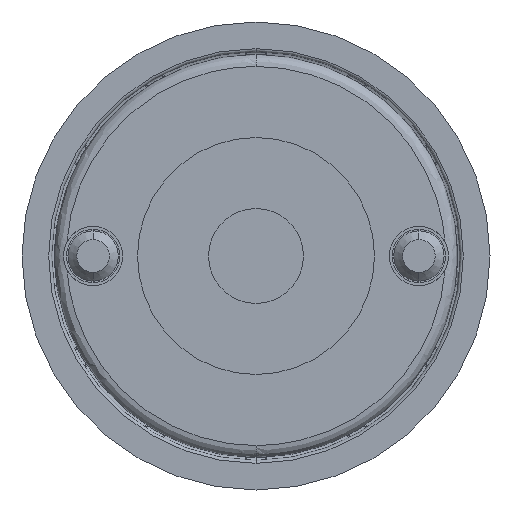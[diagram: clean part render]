
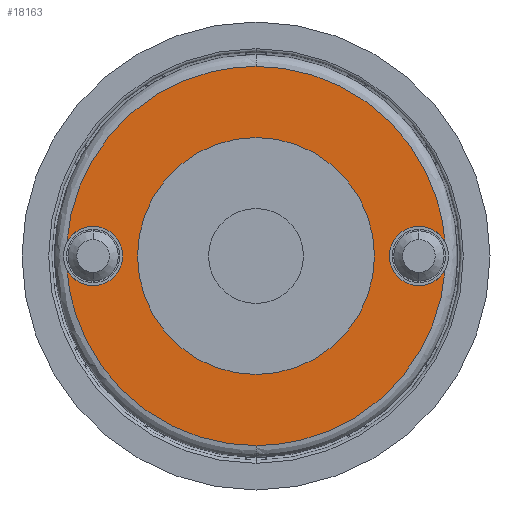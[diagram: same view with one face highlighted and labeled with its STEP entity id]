
A CAD part, front view. The second image highlights one B-rep face of the part: STEP entity #18163.
In plain terms, the highlighted planar face has unit normal (0, -1, 0).
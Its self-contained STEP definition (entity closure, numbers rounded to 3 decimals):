
#223 = EDGE_CURVE ( 'NONE', #2898, #902, #8118, .T. ) ;
#312 = AXIS2_PLACEMENT_3D ( 'NONE', #17218, #2396, #17673 ) ;
#314 = CARTESIAN_POINT ( 'NONE',  ( 0., 0., -32. ) ) ;
#334 = CARTESIAN_POINT ( 'NONE',  ( 17.671, 0., -32. ) ) ;
#348 = CARTESIAN_POINT ( 'NONE',  ( 31.914, 0., -2.349 ) ) ;
#681 = ORIENTED_EDGE ( 'NONE', *, *, #9684, .F. ) ;
#684 = CARTESIAN_POINT ( 'NONE',  ( -17.671, 0., 32. ) ) ;
#771 = CARTESIAN_POINT ( 'NONE',  ( 30.616, 0., -19.972 ) ) ;
#841 = DIRECTION ( 'NONE',  ( 0., 0., -1. ) ) ;
#855 = DIRECTION ( 'NONE',  ( 0., -1., 0. ) ) ;
#859 = CARTESIAN_POINT ( 'NONE',  ( 27.5, 0., 0. ) ) ;
#902 = VERTEX_POINT ( 'NONE', #5720 ) ;
#1551 = DIRECTION ( 'NONE',  ( 0., 0., -1. ) ) ;
#1566 = DIRECTION ( 'NONE',  ( 0., -1., 0. ) ) ;
#1601 = CARTESIAN_POINT ( 'NONE',  ( -27.5, 0., 0. ) ) ;
#1613 = CARTESIAN_POINT ( 'NONE',  ( -31.914, 0., 2.349 ) ) ;
#1663 = CARTESIAN_POINT ( 'NONE',  ( 0., 0., -20. ) ) ;
#2187 = EDGE_CURVE ( 'NONE', #902, #2898, #17228, .T. ) ;
#2221 = VERTEX_POINT ( 'NONE', #8140 ) ;
#2396 = DIRECTION ( 'NONE',  ( 0., -1., 0. ) ) ;
#2447 =( BOUNDED_CURVE ( )  B_SPLINE_CURVE ( 3, ( #11192, #11640, #684, #10631 ),
 .UNSPECIFIED., .F., .F. ) 
 B_SPLINE_CURVE_WITH_KNOTS ( ( 4, 4 ),
 ( 0.523, 1. ),
 .UNSPECIFIED. ) 
 CURVE ( )  GEOMETRIC_REPRESENTATION_ITEM ( )  RATIONAL_B_SPLINE_CURVE ( ( 1., 0.822, 0.822, 1. ) ) 
 REPRESENTATION_ITEM ( '' )  );
#2502 = EDGE_CURVE ( 'NONE', #10157, #7785, #16128, .T. ) ;
#2551 = EDGE_LOOP ( 'NONE', ( #9627, #11242 ) ) ;
#2585 = CARTESIAN_POINT ( 'NONE',  ( 31.914, 0., 2.349 ) ) ;
#2605 = CARTESIAN_POINT ( 'NONE',  ( 0., 0., 32. ) ) ;
#2670 = CARTESIAN_POINT ( 'NONE',  ( 17.671, 0., 32. ) ) ;
#2688 = CARTESIAN_POINT ( 'NONE',  ( 30.616, 0., 19.972 ) ) ;
#2835 = EDGE_CURVE ( 'NONE', #7422, #10157, #6969, .T. ) ;
#2898 = VERTEX_POINT ( 'NONE', #1663 ) ;
#2915 = EDGE_CURVE ( 'NONE', #2221, #10953, #14192, .T. ) ;
#2995 =( BOUNDED_CURVE ( )  B_SPLINE_CURVE ( 3, ( #11942, #11972, #11712, #11631 ),
 .UNSPECIFIED., .F., .F. ) 
 B_SPLINE_CURVE_WITH_KNOTS ( ( 4, 4 ),
 ( 0., 0.477 ),
 .UNSPECIFIED. ) 
 CURVE ( )  GEOMETRIC_REPRESENTATION_ITEM ( )  RATIONAL_B_SPLINE_CURVE ( ( 1., 0.822, 0.822, 1. ) ) 
 REPRESENTATION_ITEM ( '' )  );
#3014 = EDGE_CURVE ( 'NONE', #17814, #3115, #11666, .T. ) ;
#3115 = VERTEX_POINT ( 'NONE', #14806 ) ;
#3218 = EDGE_LOOP ( 'NONE', ( #11735, #12203, #16668, #16988, #17072, #18012, #681, #3513, #8769, #9451 ) ) ;
#3380 = EDGE_CURVE ( 'NONE', #11555, #17814, #12583, .T. ) ;
#3513 = ORIENTED_EDGE ( 'NONE', *, *, #3014, .F. ) ;
#4504 = CARTESIAN_POINT ( 'NONE',  ( 31.914, 0., 2.349 ) ) ;
#4615 = FACE_OUTER_BOUND ( 'NONE', #3218, .T. ) ;
#4834 = CARTESIAN_POINT ( 'NONE',  ( 0., 0., 32. ) ) ;
#4864 = VERTEX_POINT ( 'NONE', #1613 ) ;
#5100 = DIRECTION ( 'NONE',  ( 0., 0., -1. ) ) ;
#5166 = DIRECTION ( 'NONE',  ( 0., -1., 0. ) ) ;
#5249 = CARTESIAN_POINT ( 'NONE',  ( 20., 0., 0. ) ) ;
#5489 = PLANE ( 'NONE',  #9561 ) ;
#5720 = CARTESIAN_POINT ( 'NONE',  ( 0., 0., 20. ) ) ;
#6704 = CIRCLE ( 'NONE', #16903, 5. ) ;
#6969 =( BOUNDED_CURVE ( )  B_SPLINE_CURVE ( 3, ( #2605, #2670, #2688, #2585 ),
 .UNSPECIFIED., .F., .F. ) 
 B_SPLINE_CURVE_WITH_KNOTS ( ( 4, 4 ),
 ( 0., 0.477 ),
 .UNSPECIFIED. ) 
 CURVE ( )  GEOMETRIC_REPRESENTATION_ITEM ( )  RATIONAL_B_SPLINE_CURVE ( ( 1., 0.822, 0.822, 1. ) ) 
 REPRESENTATION_ITEM ( '' )  );
#7174 = DIRECTION ( 'NONE',  ( 0., 0., -1. ) ) ;
#7250 = AXIS2_PLACEMENT_3D ( 'NONE', #16817, #16905, #7174 ) ;
#7307 = EDGE_CURVE ( 'NONE', #4864, #7422, #2447, .T. ) ;
#7414 = AXIS2_PLACEMENT_3D ( 'NONE', #859, #855, #841 ) ;
#7422 = VERTEX_POINT ( 'NONE', #4834 ) ;
#7785 = VERTEX_POINT ( 'NONE', #14020 ) ;
#7817 = CARTESIAN_POINT ( 'NONE',  ( 27.5, 0., -5. ) ) ;
#7892 = CARTESIAN_POINT ( 'NONE',  ( -27.5, 0., 5. ) ) ;
#8118 = CIRCLE ( 'NONE', #7250, 20. ) ;
#8140 = CARTESIAN_POINT ( 'NONE',  ( -27.5, 0., -5. ) ) ;
#8404 = CARTESIAN_POINT ( 'NONE',  ( 31.914, 0., -2.349 ) ) ;
#8641 = DIRECTION ( 'NONE',  ( 0., 1., 0. ) ) ;
#8663 = CARTESIAN_POINT ( 'NONE',  ( 0., 0., 0. ) ) ;
#8752 = CARTESIAN_POINT ( 'NONE',  ( -31.914, 0., -2.349 ) ) ;
#8769 = ORIENTED_EDGE ( 'NONE', *, *, #3380, .F. ) ;
#8991 = DIRECTION ( 'NONE',  ( 0., 0., -1. ) ) ;
#9451 = ORIENTED_EDGE ( 'NONE', *, *, #10401, .F. ) ;
#9561 = AXIS2_PLACEMENT_3D ( 'NONE', #5249, #5166, #5100 ) ;
#9627 = ORIENTED_EDGE ( 'NONE', *, *, #223, .T. ) ;
#9684 = EDGE_CURVE ( 'NONE', #3115, #14976, #2995, .T. ) ;
#10157 = VERTEX_POINT ( 'NONE', #4504 ) ;
#10401 = EDGE_CURVE ( 'NONE', #7785, #11555, #18119, .T. ) ;
#10631 = CARTESIAN_POINT ( 'NONE',  ( 0., 0., 32. ) ) ;
#10953 = VERTEX_POINT ( 'NONE', #7892 ) ;
#11192 = CARTESIAN_POINT ( 'NONE',  ( -31.914, 0., 2.349 ) ) ;
#11242 = ORIENTED_EDGE ( 'NONE', *, *, #2187, .T. ) ;
#11555 = VERTEX_POINT ( 'NONE', #7817 ) ;
#11631 = CARTESIAN_POINT ( 'NONE',  ( -31.914, 0., -2.349 ) ) ;
#11640 = CARTESIAN_POINT ( 'NONE',  ( -30.616, 0., 19.972 ) ) ;
#11666 =( BOUNDED_CURVE ( )  B_SPLINE_CURVE ( 3, ( #348, #771, #334, #314 ),
 .UNSPECIFIED., .F., .F. ) 
 B_SPLINE_CURVE_WITH_KNOTS ( ( 4, 4 ),
 ( 0.523, 1. ),
 .UNSPECIFIED. ) 
 CURVE ( )  GEOMETRIC_REPRESENTATION_ITEM ( )  RATIONAL_B_SPLINE_CURVE ( ( 1., 0.822, 0.822, 1. ) ) 
 REPRESENTATION_ITEM ( '' )  );
#11712 = CARTESIAN_POINT ( 'NONE',  ( -30.616, 0., -19.972 ) ) ;
#11735 = ORIENTED_EDGE ( 'NONE', *, *, #2502, .F. ) ;
#11871 = CIRCLE ( 'NONE', #312, 5. ) ;
#11942 = CARTESIAN_POINT ( 'NONE',  ( 0., 0., -32. ) ) ;
#11972 = CARTESIAN_POINT ( 'NONE',  ( -17.671, 0., -32. ) ) ;
#12018 = DIRECTION ( 'NONE',  ( 0., -1., 0. ) ) ;
#12110 = CARTESIAN_POINT ( 'NONE',  ( -27.5, 0., 0. ) ) ;
#12203 = ORIENTED_EDGE ( 'NONE', *, *, #2835, .F. ) ;
#12529 = EDGE_CURVE ( 'NONE', #14976, #2221, #11871, .T. ) ;
#12583 = CIRCLE ( 'NONE', #12586, 5. ) ;
#12586 = AXIS2_PLACEMENT_3D ( 'NONE', #16203, #16178, #16139 ) ;
#12641 = CARTESIAN_POINT ( 'NONE',  ( 27.5, 0., 0. ) ) ;
#12721 = FACE_BOUND ( 'NONE', #2551, .T. ) ;
#13909 = EDGE_CURVE ( 'NONE', #10953, #4864, #6704, .T. ) ;
#13963 = AXIS2_PLACEMENT_3D ( 'NONE', #1601, #1566, #1551 ) ;
#14020 = CARTESIAN_POINT ( 'NONE',  ( 27.5, 0., 5. ) ) ;
#14192 = CIRCLE ( 'NONE', #13963, 5. ) ;
#14681 = DIRECTION ( 'NONE',  ( 0., 0., -1. ) ) ;
#14726 = DIRECTION ( 'NONE',  ( 0., -1., 0. ) ) ;
#14806 = CARTESIAN_POINT ( 'NONE',  ( 0., 0., -32. ) ) ;
#14976 = VERTEX_POINT ( 'NONE', #8752 ) ;
#15413 = AXIS2_PLACEMENT_3D ( 'NONE', #12641, #12018, #16259 ) ;
#16128 = CIRCLE ( 'NONE', #15413, 5. ) ;
#16130 = AXIS2_PLACEMENT_3D ( 'NONE', #8663, #8641, #8991 ) ;
#16139 = DIRECTION ( 'NONE',  ( 0., 0., -1. ) ) ;
#16178 = DIRECTION ( 'NONE',  ( 0., -1., 0. ) ) ;
#16203 = CARTESIAN_POINT ( 'NONE',  ( 27.5, 0., 0. ) ) ;
#16259 = DIRECTION ( 'NONE',  ( 0., 0., -1. ) ) ;
#16668 = ORIENTED_EDGE ( 'NONE', *, *, #7307, .F. ) ;
#16817 = CARTESIAN_POINT ( 'NONE',  ( 0., 0., 0. ) ) ;
#16903 = AXIS2_PLACEMENT_3D ( 'NONE', #12110, #14726, #14681 ) ;
#16905 = DIRECTION ( 'NONE',  ( 0., 1., 0. ) ) ;
#16988 = ORIENTED_EDGE ( 'NONE', *, *, #13909, .F. ) ;
#17072 = ORIENTED_EDGE ( 'NONE', *, *, #2915, .F. ) ;
#17218 = CARTESIAN_POINT ( 'NONE',  ( -27.5, 0., 0. ) ) ;
#17228 = CIRCLE ( 'NONE', #16130, 20. ) ;
#17673 = DIRECTION ( 'NONE',  ( 0., 0., -1. ) ) ;
#17814 = VERTEX_POINT ( 'NONE', #8404 ) ;
#18012 = ORIENTED_EDGE ( 'NONE', *, *, #12529, .F. ) ;
#18119 = CIRCLE ( 'NONE', #7414, 5. ) ;
#18163 = ADVANCED_FACE ( 'NONE', ( #4615, #12721 ), #5489, .T. ) ;
